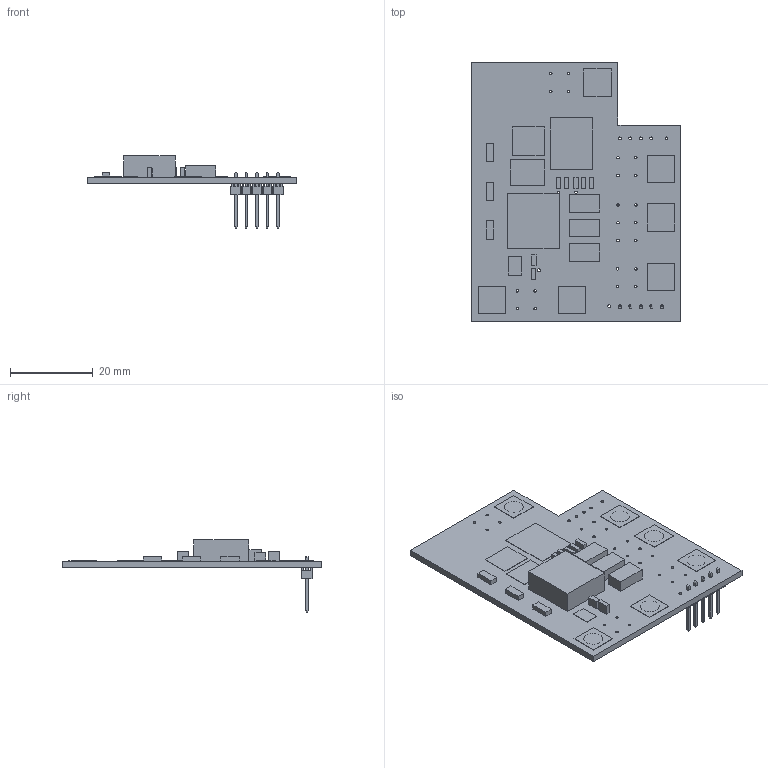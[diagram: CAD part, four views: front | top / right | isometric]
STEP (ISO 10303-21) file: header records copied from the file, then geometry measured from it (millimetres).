
FILE_DESCRIPTION(/* description */ (''),/* implementation_level */ '2;1');
FILE_NAME(/* name */ '5a803737-ae38-4c4f-b28b-687ba9548f17.stp',/* time_stamp */ '2022-03-14T17:04:14+00:00',/* author */ (''),/* organization */ (''),/* preprocessor_version */ 'ST-DEVELOPER v18.1',/* originating_system */ 'Autodesk Translation Framework v10.14.0.1471',/* authorisation */ '');
FILE_SCHEMA (('AUTOMOTIVE_DESIGN { 1 0 10303 214 3 1 1 }'));
Length unit declared in the file: millimetre
Products named in the file (20): 5a803737-ae38-4c4f-b28b-687ba9548f17; PCB Component; Board; 15uH; AZ1117C-3.3; 3.3V_TESTPOINT; 5.2V_TESTPOINT; 12V_TESTPOINT; GND_TESTPOINT; 1kΩ; 0.1uF; 22uF; 550mV 5A; 120uF 25mΩ; CONVERSION-DISTRIBUTION; _TSW-105-14-G-S_body; _T-1S6-08-TSW-1-14-5-S; BUCK,LM2678S-ADJ; 150uF; 1X02
Assembly tree (29 placements, depth 4):
  5a803737-ae38-4c4f-b28b-687ba9548f17
    PCB Component
      Board
      15uH
      AZ1117C-3.3
      3.3V_TESTPOINT
      5.2V_TESTPOINT
      12V_TESTPOINT
      GND_TESTPOINT  x3
      1kΩ  x2
      0.1uF  x4
      22uF
      550mV 5A
      120uF 25mΩ
      CONVERSION-DISTRIBUTION
        _TSW-105-14-G-S_body
        _T-1S6-08-TSW-1-14-5-S
      BUCK,LM2678S-ADJ
      150uF  x3
      1X02  x3
Bounding box: 50.8 x 62.87 x 17.48 mm (x, y, z)
Volume: 5818.1 mm3; surface area: 8973.3 mm2
Topology: 27 solids, 27 shells, 457 faces, 1108 edges, 716 vertices
Faces by surface type: plane 409, cylinder 48
Full cylindrical faces by diameter (mm): 0.6 x25, 0.7 x10, 0.762 x1, 1.016 x6, 4.572 x6
Entity records: 12826 total; most frequent: CARTESIAN_POINT 2070, ORIENTED_EDGE 1976, DIRECTION 1976, EDGE_CURVE 988, LINE 892, VECTOR 892, VERTEX_POINT 636, AXIS2_PLACEMENT_3D 542
